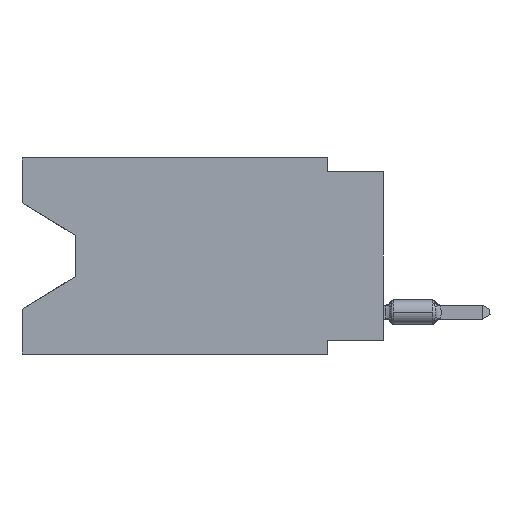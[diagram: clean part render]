
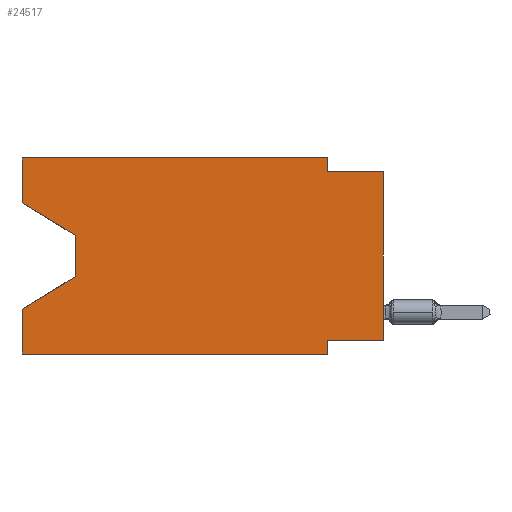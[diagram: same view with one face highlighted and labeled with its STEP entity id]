
A CAD part, left-side view. The second image highlights one B-rep face of the part: STEP entity #24517.
In plain terms, the highlighted planar face has unit normal (-1, 0, 0).
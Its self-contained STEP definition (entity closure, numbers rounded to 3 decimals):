
#229 = PLANE ( 'NONE',  #17896 ) ;
#747 = CARTESIAN_POINT ( 'NONE',  ( 0., 16.383, 0. ) ) ;
#795 = ORIENTED_EDGE ( 'NONE', *, *, #33842, .F. ) ;
#1110 = CARTESIAN_POINT ( 'NONE',  ( 0., 2.54, -8.255 ) ) ;
#1125 = VECTOR ( 'NONE', #36053, 1000. ) ;
#1657 = VERTEX_POINT ( 'NONE', #35759 ) ;
#2875 = EDGE_CURVE ( 'NONE', #7145, #34760, #18263, .T. ) ;
#3256 = ORIENTED_EDGE ( 'NONE', *, *, #5736, .F. ) ;
#4812 = CARTESIAN_POINT ( 'NONE',  ( 0., 2.54, 0. ) ) ;
#5093 = ORIENTED_EDGE ( 'NONE', *, *, #22043, .F. ) ;
#5736 = EDGE_CURVE ( 'NONE', #1657, #39791, #29712, .T. ) ;
#6374 = LINE ( 'NONE', #15235, #30063 ) ;
#7145 = VERTEX_POINT ( 'NONE', #34482 ) ;
#7167 = EDGE_CURVE ( 'NONE', #34872, #24988, #6374, .T. ) ;
#7531 = DIRECTION ( 'NONE',  ( 0., 0., -1. ) ) ;
#7626 = EDGE_CURVE ( 'NONE', #9619, #19514, #21929, .T. ) ;
#7834 = EDGE_CURVE ( 'NONE', #39791, #17145, #23753, .T. ) ;
#8437 = CARTESIAN_POINT ( 'NONE',  ( 0., 13.97, -3.505 ) ) ;
#9256 = EDGE_CURVE ( 'NONE', #9619, #17145, #31728, .T. ) ;
#9356 = EDGE_LOOP ( 'NONE', ( #37185, #23561, #40078, #13490, #16791, #27840, #3256, #31138, #16702, #795, #5093, #31766 ) ) ;
#9609 = DIRECTION ( 'NONE',  ( 0., 0., 1. ) ) ;
#9619 = VERTEX_POINT ( 'NONE', #17389 ) ;
#9768 = VECTOR ( 'NONE', #7531, 1000. ) ;
#9776 = CARTESIAN_POINT ( 'NONE',  ( 0., 13.97, -5.385 ) ) ;
#9960 = CARTESIAN_POINT ( 'NONE',  ( 0., 16.383, 0. ) ) ;
#11030 = DIRECTION ( 'NONE',  ( 0., 1., 0. ) ) ;
#11423 = CARTESIAN_POINT ( 'NONE',  ( 0., 13.97, -3.505 ) ) ;
#12773 = CARTESIAN_POINT ( 'NONE',  ( 0., 16.383, 0. ) ) ;
#12874 = CARTESIAN_POINT ( 'NONE',  ( 0., 16.383, -8.89 ) ) ;
#13062 = DIRECTION ( 'NONE',  ( 0., 0., 1. ) ) ;
#13123 = VERTEX_POINT ( 'NONE', #4812 ) ;
#13472 = LINE ( 'NONE', #9960, #22726 ) ;
#13490 = ORIENTED_EDGE ( 'NONE', *, *, #7626, .F. ) ;
#14972 = CARTESIAN_POINT ( 'NONE',  ( 0., 16.383, 0. ) ) ;
#15235 = CARTESIAN_POINT ( 'NONE',  ( 0., 0., -0.635 ) ) ;
#16386 = LINE ( 'NONE', #747, #27538 ) ;
#16702 = ORIENTED_EDGE ( 'NONE', *, *, #7167, .F. ) ;
#16791 = ORIENTED_EDGE ( 'NONE', *, *, #9256, .T. ) ;
#16890 = EDGE_CURVE ( 'NONE', #38981, #19514, #37674, .T. ) ;
#17145 = VERTEX_POINT ( 'NONE', #27382 ) ;
#17214 = CARTESIAN_POINT ( 'NONE',  ( 0., 2.54, 0. ) ) ;
#17389 = CARTESIAN_POINT ( 'NONE',  ( 0., 16.383, -8.89 ) ) ;
#17422 = CARTESIAN_POINT ( 'NONE',  ( 0., 2.54, -8.89 ) ) ;
#17602 = LINE ( 'NONE', #11423, #32813 ) ;
#17896 = AXIS2_PLACEMENT_3D ( 'NONE', #12773, #25280, #37786 ) ;
#18263 = LINE ( 'NONE', #30751, #40092 ) ;
#18629 = DIRECTION ( 'NONE',  ( 0., -1., 0. ) ) ;
#18950 = VERTEX_POINT ( 'NONE', #14972 ) ;
#19514 = VERTEX_POINT ( 'NONE', #29996 ) ;
#19890 = CARTESIAN_POINT ( 'NONE',  ( 0., 0., -0.635 ) ) ;
#21588 = VECTOR ( 'NONE', #9609, 1000. ) ;
#21929 = LINE ( 'NONE', #37512, #21588 ) ;
#22043 = EDGE_CURVE ( 'NONE', #18950, #13123, #16386, .T. ) ;
#22080 = VECTOR ( 'NONE', #13062, 1000. ) ;
#22165 = EDGE_CURVE ( 'NONE', #34760, #38981, #17602, .T. ) ;
#22726 = VECTOR ( 'NONE', #35392, 1000. ) ;
#23561 = ORIENTED_EDGE ( 'NONE', *, *, #22165, .T. ) ;
#23753 = LINE ( 'NONE', #17422, #1125 ) ;
#24517 = ADVANCED_FACE ( 'NONE', ( #28352 ), #229, .F. ) ;
#24988 = VERTEX_POINT ( 'NONE', #19890 ) ;
#25280 = DIRECTION ( 'NONE',  ( 1., 0., 0. ) ) ;
#26965 = VECTOR ( 'NONE', #37878, 1000. ) ;
#27382 = CARTESIAN_POINT ( 'NONE',  ( 0., 2.54, -8.89 ) ) ;
#27538 = VECTOR ( 'NONE', #38319, 1000. ) ;
#27840 = ORIENTED_EDGE ( 'NONE', *, *, #7834, .F. ) ;
#28139 = DIRECTION ( 'NONE',  ( 0., -1., 0. ) ) ;
#28352 = FACE_OUTER_BOUND ( 'NONE', #9356, .T. ) ;
#29637 = EDGE_CURVE ( 'NONE', #1657, #24988, #34787, .T. ) ;
#29712 = LINE ( 'NONE', #37988, #30792 ) ;
#29996 = CARTESIAN_POINT ( 'NONE',  ( 0., 16.383, -6.852 ) ) ;
#30063 = VECTOR ( 'NONE', #28139, 1000. ) ;
#30089 = DIRECTION ( 'NONE',  ( 0., 0., -1. ) ) ;
#30357 = DIRECTION ( 'NONE',  ( 0., -0.855, -0.519 ) ) ;
#30751 = CARTESIAN_POINT ( 'NONE',  ( 0., 16.383, -2.038 ) ) ;
#30792 = VECTOR ( 'NONE', #11030, 1000. ) ;
#31138 = ORIENTED_EDGE ( 'NONE', *, *, #29637, .T. ) ;
#31152 = EDGE_CURVE ( 'NONE', #7145, #18950, #13472, .T. ) ;
#31506 = CARTESIAN_POINT ( 'NONE',  ( 0., 13.97, -5.385 ) ) ;
#31728 = LINE ( 'NONE', #12874, #34407 ) ;
#31766 = ORIENTED_EDGE ( 'NONE', *, *, #31152, .F. ) ;
#32813 = VECTOR ( 'NONE', #30089, 1000. ) ;
#32979 = LINE ( 'NONE', #17214, #9768 ) ;
#33842 = EDGE_CURVE ( 'NONE', #13123, #34872, #32979, .T. ) ;
#34069 = CARTESIAN_POINT ( 'NONE',  ( 0., 2.54, -0.635 ) ) ;
#34407 = VECTOR ( 'NONE', #18629, 1000. ) ;
#34482 = CARTESIAN_POINT ( 'NONE',  ( 0., 16.383, -2.038 ) ) ;
#34760 = VERTEX_POINT ( 'NONE', #8437 ) ;
#34787 = LINE ( 'NONE', #37877, #22080 ) ;
#34872 = VERTEX_POINT ( 'NONE', #34069 ) ;
#35392 = DIRECTION ( 'NONE',  ( 0., 0., 1. ) ) ;
#35759 = CARTESIAN_POINT ( 'NONE',  ( 0., 0., -8.255 ) ) ;
#36053 = DIRECTION ( 'NONE',  ( 0., 0., -1. ) ) ;
#37185 = ORIENTED_EDGE ( 'NONE', *, *, #2875, .T. ) ;
#37512 = CARTESIAN_POINT ( 'NONE',  ( 0., 16.383, 0. ) ) ;
#37674 = LINE ( 'NONE', #31506, #26965 ) ;
#37786 = DIRECTION ( 'NONE',  ( 0., 0., -1. ) ) ;
#37877 = CARTESIAN_POINT ( 'NONE',  ( 0., 0., 0. ) ) ;
#37878 = DIRECTION ( 'NONE',  ( 0., 0.855, -0.519 ) ) ;
#37988 = CARTESIAN_POINT ( 'NONE',  ( 0., 0., -8.255 ) ) ;
#38319 = DIRECTION ( 'NONE',  ( 0., -1., 0. ) ) ;
#38981 = VERTEX_POINT ( 'NONE', #9776 ) ;
#39791 = VERTEX_POINT ( 'NONE', #1110 ) ;
#40078 = ORIENTED_EDGE ( 'NONE', *, *, #16890, .T. ) ;
#40092 = VECTOR ( 'NONE', #30357, 1000. ) ;
